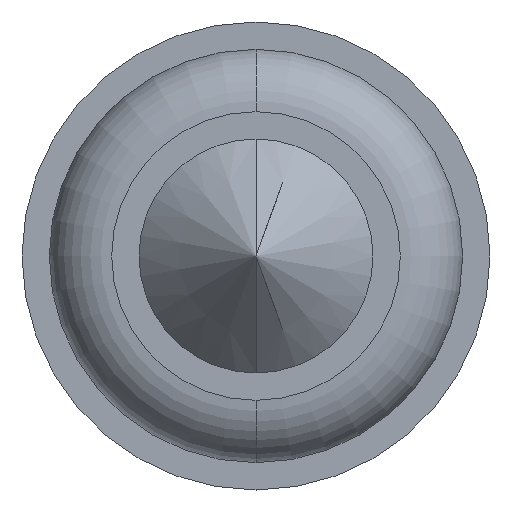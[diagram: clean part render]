
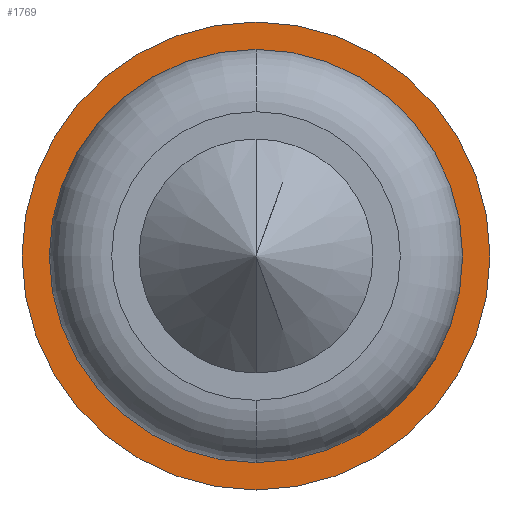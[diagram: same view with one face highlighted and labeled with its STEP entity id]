
A CAD part, front view. The second image highlights one B-rep face of the part: STEP entity #1769.
In plain terms, the highlighted planar face has unit normal (0, -1, 0).
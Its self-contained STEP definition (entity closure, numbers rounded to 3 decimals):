
#1 = DIRECTION ( 'NONE',  ( 0., 1., 0. ) ) ;
#81 = EDGE_CURVE ( 'Defeature ausgef�hrt1_4+Defeature ausgef�hrt1_3+Defeature ausgef�hrt1_3+Defeature ausgef�hrt1_3', #906, #3912, #3003, .T. ) ;
#289 = CARTESIAN_POINT ( 'NONE',  ( -1.5, -2., 0. ) ) ;
#300 = DIRECTION ( 'NONE',  ( 0., 0., -1. ) ) ;
#319 = AXIS2_PLACEMENT_3D ( 'NONE', #2789, #580, #3678 ) ;
#465 = VERTEX_POINT ( 'NONE', #2995 ) ;
#476 = EDGE_LOOP ( 'NONE', ( #2749, #1887 ) ) ;
#538 = CARTESIAN_POINT ( 'NONE',  ( 0., -2., 1.5 ) ) ;
#580 = DIRECTION ( 'NONE',  ( 0., 1., 0. ) ) ;
#622 = DIRECTION ( 'NONE',  ( 0., 0., 1. ) ) ;
#894 = EDGE_CURVE ( 'Defeature ausgef�hrt1_4+Defeature ausgef�hrt1_3+Defeature ausgef�hrt1_3+Defeature ausgef�hrt1_3', #3912, #906, #1027, .T. ) ;
#906 = VERTEX_POINT ( 'NONE', #538 ) ;
#1027 = CIRCLE ( 'NONE', #319, 1.5 ) ;
#1134 = DIRECTION ( 'NONE',  ( 0., 1., 0. ) ) ;
#1457 = VERTEX_POINT ( 'NONE', #1491 ) ;
#1491 = CARTESIAN_POINT ( 'NONE',  ( 0., -2., -1.325 ) ) ;
#1492 = ORIENTED_EDGE ( 'NONE', *, *, #81, .F. ) ;
#1592 = AXIS2_PLACEMENT_3D ( 'NONE', #3450, #1, #622 ) ;
#1628 = FACE_OUTER_BOUND ( 'NONE', #1833, .T. ) ;
#1713 = DIRECTION ( 'NONE',  ( 0., 0., 1. ) ) ;
#1769 = ADVANCED_FACE ( 'Defeature ausgef�hrt1_3', ( #2119, #1628 ), #2182, .T. ) ;
#1833 = EDGE_LOOP ( 'NONE', ( #1492, #3787 ) ) ;
#1887 = ORIENTED_EDGE ( 'NONE', *, *, #2121, .T. ) ;
#2119 = FACE_BOUND ( 'NONE', #476, .T. ) ;
#2121 = EDGE_CURVE ( 'Defeature ausgef�hrt1_3+Defeature ausgef�hrt1_2+Defeature ausgef�hrt1_2+Defeature ausgef�hrt1_2', #1457, #465, #3891, .T. ) ;
#2182 = PLANE ( 'NONE',  #3342 ) ;
#2374 = DIRECTION ( 'NONE',  ( 0., 0., 1. ) ) ;
#2494 = CARTESIAN_POINT ( 'NONE',  ( 0., -2., -1.5 ) ) ;
#2696 = AXIS2_PLACEMENT_3D ( 'NONE', #2708, #1134, #2374 ) ;
#2708 = CARTESIAN_POINT ( 'NONE',  ( 0., -2., 0. ) ) ;
#2720 = CIRCLE ( 'NONE', #2696, 1.325 ) ;
#2749 = ORIENTED_EDGE ( 'NONE', *, *, #3736, .T. ) ;
#2779 = AXIS2_PLACEMENT_3D ( 'NONE', #3919, #3300, #1713 ) ;
#2789 = CARTESIAN_POINT ( 'NONE',  ( 0., -2., 0. ) ) ;
#2995 = CARTESIAN_POINT ( 'NONE',  ( 0., -2., 1.325 ) ) ;
#3003 = CIRCLE ( 'NONE', #1592, 1.5 ) ;
#3300 = DIRECTION ( 'NONE',  ( 0., 1., 0. ) ) ;
#3342 = AXIS2_PLACEMENT_3D ( 'NONE', #289, #3427, #300 ) ;
#3427 = DIRECTION ( 'NONE',  ( 0., -1., 0. ) ) ;
#3450 = CARTESIAN_POINT ( 'NONE',  ( 0., -2., 0. ) ) ;
#3678 = DIRECTION ( 'NONE',  ( 0., 0., 1. ) ) ;
#3736 = EDGE_CURVE ( 'Defeature ausgef�hrt1_3+Defeature ausgef�hrt1_2+Defeature ausgef�hrt1_2+Defeature ausgef�hrt1_2', #465, #1457, #2720, .T. ) ;
#3787 = ORIENTED_EDGE ( 'NONE', *, *, #894, .F. ) ;
#3891 = CIRCLE ( 'NONE', #2779, 1.325 ) ;
#3912 = VERTEX_POINT ( 'NONE', #2494 ) ;
#3919 = CARTESIAN_POINT ( 'NONE',  ( 0., -2., 0. ) ) ;
